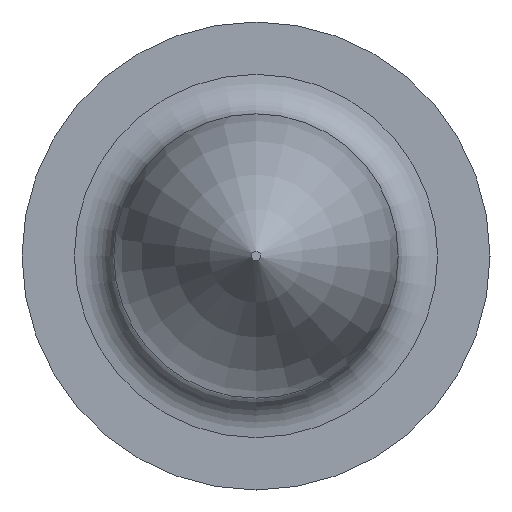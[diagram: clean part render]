
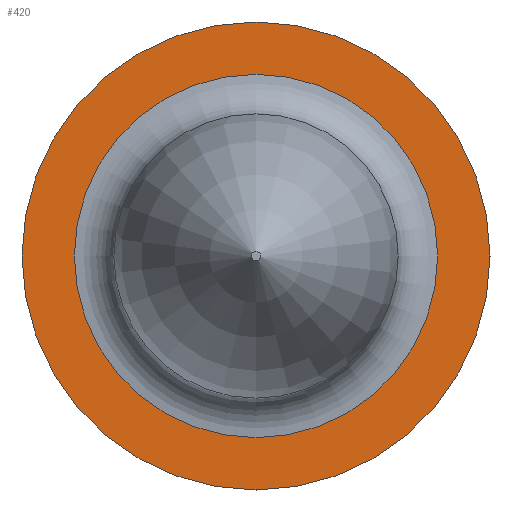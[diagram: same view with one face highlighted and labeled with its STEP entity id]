
A CAD part, left-side view. The second image highlights one B-rep face of the part: STEP entity #420.
In plain terms, the highlighted planar face has unit normal (-1, 0, 0).
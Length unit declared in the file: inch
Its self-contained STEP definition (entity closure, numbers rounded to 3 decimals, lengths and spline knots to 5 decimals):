
#7 = EDGE_CURVE ( 'NONE', #953, #953, #87, .T. ) ;
#31 = AXIS2_PLACEMENT_3D ( 'NONE', #165, #100, #634 ) ;
#55 = DIRECTION ( 'NONE',  ( 0., 0., 1. ) ) ;
#87 = CIRCLE ( 'NONE', #91, 0.01185 ) ;
#91 = AXIS2_PLACEMENT_3D ( 'NONE', #856, #521, #55 ) ;
#100 = DIRECTION ( 'NONE',  ( 1., 0., 0. ) ) ;
#131 = EDGE_LOOP ( 'NONE', ( #699 ) ) ;
#144 = EDGE_LOOP ( 'NONE', ( #171 ) ) ;
#155 = DIRECTION ( 'NONE',  ( 0., 0., 1. ) ) ;
#165 = CARTESIAN_POINT ( 'NONE',  ( -0.049, -0.01185, 0. ) ) ;
#171 = ORIENTED_EDGE ( 'NONE', *, *, #7, .F. ) ;
#289 = EDGE_CURVE ( 'NONE', #361, #361, #607, .T. ) ;
#316 = FACE_BOUND ( 'NONE', #131, .T. ) ;
#361 = VERTEX_POINT ( 'NONE', #395 ) ;
#395 = CARTESIAN_POINT ( 'NONE',  ( -0.049, 0., 0.0092 ) ) ;
#420 = ADVANCED_FACE ( 'NONE', ( #537, #316 ), #485, .F. ) ;
#458 = AXIS2_PLACEMENT_3D ( 'NONE', #550, #611, #155 ) ;
#485 = PLANE ( 'NONE',  #31 ) ;
#521 = DIRECTION ( 'NONE',  ( 1., 0., 0. ) ) ;
#537 = FACE_OUTER_BOUND ( 'NONE', #144, .T. ) ;
#550 = CARTESIAN_POINT ( 'NONE',  ( -0.049, 0., 0. ) ) ;
#607 = CIRCLE ( 'NONE', #458, 0.0092 ) ;
#611 = DIRECTION ( 'NONE',  ( 1., 0., 0. ) ) ;
#634 = DIRECTION ( 'NONE',  ( 0., 0., 1. ) ) ;
#690 = CARTESIAN_POINT ( 'NONE',  ( -0.049, 0., 0.01185 ) ) ;
#699 = ORIENTED_EDGE ( 'NONE', *, *, #289, .T. ) ;
#856 = CARTESIAN_POINT ( 'NONE',  ( -0.049, 0., 0. ) ) ;
#953 = VERTEX_POINT ( 'NONE', #690 ) ;
